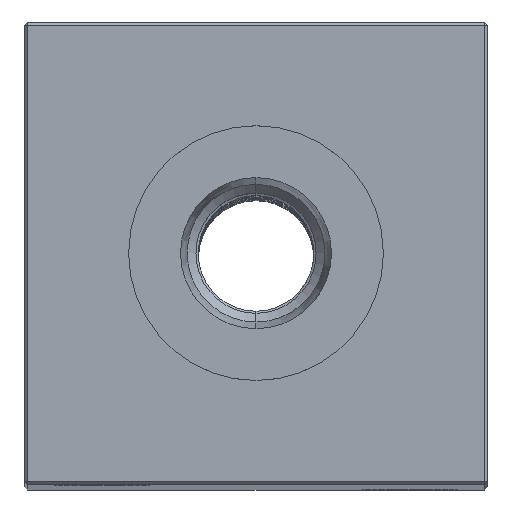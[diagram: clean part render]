
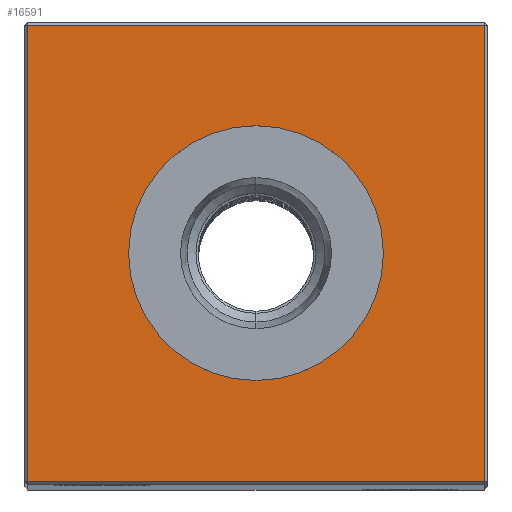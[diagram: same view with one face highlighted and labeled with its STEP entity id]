
A CAD part, top view. The second image highlights one B-rep face of the part: STEP entity #16591.
In plain terms, the highlighted planar face has unit normal (0, 0, 1).
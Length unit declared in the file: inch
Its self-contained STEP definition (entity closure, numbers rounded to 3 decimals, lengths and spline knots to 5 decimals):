
#375 = AXIS2_PLACEMENT_3D ( 'NONE', #5811, #13306, #19755 ) ;
#1510 = FACE_OUTER_BOUND ( 'NONE', #2794, .T. ) ;
#2163 = EDGE_LOOP ( 'NONE', ( #9064, #2641 ) ) ;
#2557 = DIRECTION ( 'NONE',  ( 0., 1., 0. ) ) ;
#2641 = ORIENTED_EDGE ( 'NONE', *, *, #15642, .T. ) ;
#2676 = AXIS2_PLACEMENT_3D ( 'NONE', #25719, #30326, #16241 ) ;
#2794 = EDGE_LOOP ( 'NONE', ( #27080, #20371, #7644, #3706 ) ) ;
#3500 = CARTESIAN_POINT ( 'NONE',  ( -0.74, 0.74, 10.75 ) ) ;
#3510 = FACE_BOUND ( 'NONE', #2163, .T. ) ;
#3542 = CARTESIAN_POINT ( 'NONE',  ( 0., 0., 10.75 ) ) ;
#3607 = EDGE_CURVE ( 'NONE', #29688, #6296, #22999, .T. ) ;
#3706 = ORIENTED_EDGE ( 'NONE', *, *, #5178, .T. ) ;
#4836 = VERTEX_POINT ( 'NONE', #26731 ) ;
#5178 = EDGE_CURVE ( 'NONE', #29014, #29688, #7237, .T. ) ;
#5811 = CARTESIAN_POINT ( 'NONE',  ( 0., 0., 10.75 ) ) ;
#6204 = VERTEX_POINT ( 'NONE', #12310 ) ;
#6296 = VERTEX_POINT ( 'NONE', #26994 ) ;
#7237 = LINE ( 'NONE', #28555, #28039 ) ;
#7644 = ORIENTED_EDGE ( 'NONE', *, *, #26729, .T. ) ;
#7845 = DIRECTION ( 'NONE',  ( 0., 0., -1. ) ) ;
#8340 = EDGE_CURVE ( 'NONE', #6296, #4836, #25951, .T. ) ;
#9064 = ORIENTED_EDGE ( 'NONE', *, *, #11121, .T. ) ;
#9170 = VECTOR ( 'NONE', #2557, 39.37008 ) ;
#9248 = DIRECTION ( 'NONE',  ( 1., 0., 0. ) ) ;
#11121 = EDGE_CURVE ( 'NONE', #6204, #20120, #17353, .T. ) ;
#12214 = VECTOR ( 'NONE', #9248, 39.37008 ) ;
#12310 = CARTESIAN_POINT ( 'NONE',  ( 0., 0.41339, 10.75 ) ) ;
#13217 = CARTESIAN_POINT ( 'NONE',  ( 0., -0.41339, 10.75 ) ) ;
#13306 = DIRECTION ( 'NONE',  ( 0., 0., -1. ) ) ;
#14151 = CARTESIAN_POINT ( 'NONE',  ( 0., -0.74, 10.75 ) ) ;
#15400 = CARTESIAN_POINT ( 'NONE',  ( 0.74, 0.74, 10.75 ) ) ;
#15642 = EDGE_CURVE ( 'NONE', #20120, #6204, #23467, .T. ) ;
#16241 = DIRECTION ( 'NONE',  ( -1., 0., 0. ) ) ;
#16591 = ADVANCED_FACE ( 'NONE', ( #1510, #3510 ), #27096, .F. ) ;
#16593 = DIRECTION ( 'NONE',  ( -1., 0., 0. ) ) ;
#16815 = CARTESIAN_POINT ( 'NONE',  ( 0.74, 0., 10.75 ) ) ;
#17353 = CIRCLE ( 'NONE', #2676, 0.41339 ) ;
#19755 = DIRECTION ( 'NONE',  ( -1., 0., 0. ) ) ;
#20120 = VERTEX_POINT ( 'NONE', #13217 ) ;
#20371 = ORIENTED_EDGE ( 'NONE', *, *, #8340, .T. ) ;
#20542 = DIRECTION ( 'NONE',  ( 0., -1., 0. ) ) ;
#22999 = LINE ( 'NONE', #24674, #30337 ) ;
#23467 = CIRCLE ( 'NONE', #27375, 0.41339 ) ;
#23708 = LINE ( 'NONE', #16815, #9170 ) ;
#24674 = CARTESIAN_POINT ( 'NONE',  ( -0.74, 0., 10.75 ) ) ;
#25719 = CARTESIAN_POINT ( 'NONE',  ( 0., 0., 10.75 ) ) ;
#25951 = LINE ( 'NONE', #14151, #12214 ) ;
#26729 = EDGE_CURVE ( 'NONE', #4836, #29014, #23708, .T. ) ;
#26731 = CARTESIAN_POINT ( 'NONE',  ( 0.74, -0.74, 10.75 ) ) ;
#26994 = CARTESIAN_POINT ( 'NONE',  ( -0.74, -0.74, 10.75 ) ) ;
#27080 = ORIENTED_EDGE ( 'NONE', *, *, #3607, .T. ) ;
#27096 = PLANE ( 'NONE',  #375 ) ;
#27375 = AXIS2_PLACEMENT_3D ( 'NONE', #3542, #7845, #29289 ) ;
#28039 = VECTOR ( 'NONE', #16593, 39.37008 ) ;
#28555 = CARTESIAN_POINT ( 'NONE',  ( 0., 0.74, 10.75 ) ) ;
#29014 = VERTEX_POINT ( 'NONE', #15400 ) ;
#29289 = DIRECTION ( 'NONE',  ( -1., 0., 0. ) ) ;
#29688 = VERTEX_POINT ( 'NONE', #3500 ) ;
#30326 = DIRECTION ( 'NONE',  ( 0., 0., -1. ) ) ;
#30337 = VECTOR ( 'NONE', #20542, 39.37008 ) ;
